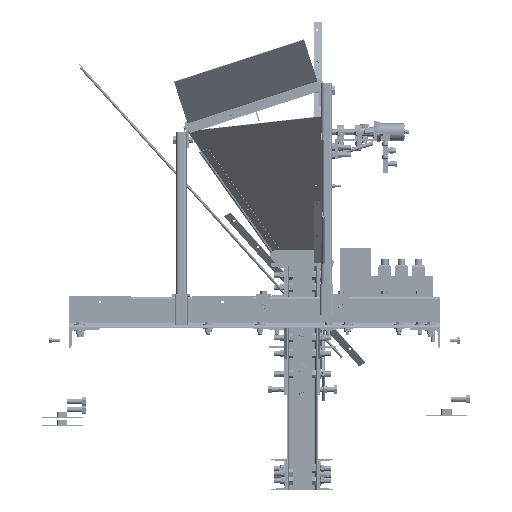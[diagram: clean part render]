
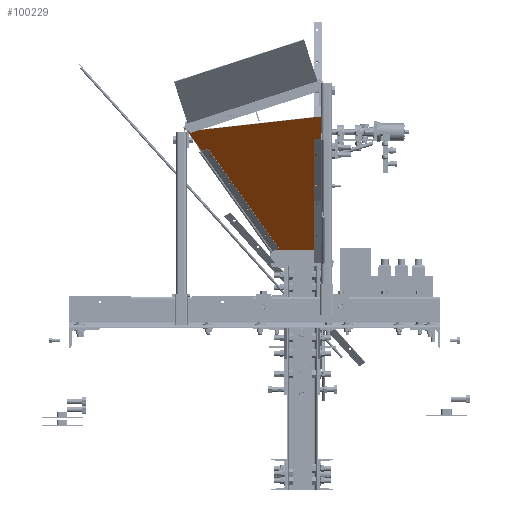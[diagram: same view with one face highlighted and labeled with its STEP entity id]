
A CAD part, front view. The second image highlights one B-rep face of the part: STEP entity #100229.
In plain terms, the highlighted face is planar.
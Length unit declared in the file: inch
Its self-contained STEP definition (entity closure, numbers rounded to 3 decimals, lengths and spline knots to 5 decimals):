
#38 = PLANE ( 'NONE',  #20522 ) ;
#7015 = VERTEX_POINT ( 'NONE', #22362 ) ;
#8601 = DIRECTION ( 'NONE',  ( 0., 0., -1. ) ) ;
#20522 = AXIS2_PLACEMENT_3D ( 'NONE', #102900, #34222, #8601 ) ;
#22362 = CARTESIAN_POINT ( 'NONE',  ( -42.25, 0.125, -6.5 ) ) ;
#23528 = VERTEX_POINT ( 'NONE', #27935 ) ;
#27472 = CARTESIAN_POINT ( 'NONE',  ( -38.14516, 0.125, 19.3005 ) ) ;
#27935 = CARTESIAN_POINT ( 'NONE',  ( -38.14516, 0.125, 19.3005 ) ) ;
#31299 = CARTESIAN_POINT ( 'NONE',  ( 0., 0.125, 0. ) ) ;
#33685 = FACE_OUTER_BOUND ( 'NONE', #69337, .T. ) ;
#34222 = DIRECTION ( 'NONE',  ( 0., -1., 0. ) ) ;
#36113 = DIRECTION ( 'NONE',  ( 0.892, 0., -0.451 ) ) ;
#36995 = CARTESIAN_POINT ( 'NONE',  ( 0., 0.125, -6.5 ) ) ;
#43402 = VERTEX_POINT ( 'NONE', #58973 ) ;
#44420 = VECTOR ( 'NONE', #91730, 39.37008 ) ;
#44461 = CARTESIAN_POINT ( 'NONE',  ( 0., 0.125, 0. ) ) ;
#45256 = DIRECTION ( 'NONE',  ( -1., 0., 0. ) ) ;
#48185 = VECTOR ( 'NONE', #45256, 39.37008 ) ;
#49931 = CARTESIAN_POINT ( 'NONE',  ( -42.25, 0.125, -6.5 ) ) ;
#57415 = EDGE_CURVE ( 'NONE', #43402, #7015, #93850, .T. ) ;
#58258 = LINE ( 'NONE', #49931, #75721 ) ;
#58602 = DIRECTION ( 'NONE',  ( 0.157, 0., 0.988 ) ) ;
#58874 = EDGE_CURVE ( 'NONE', #72506, #43402, #107624, .T. ) ;
#58973 = CARTESIAN_POINT ( 'NONE',  ( 0., 0.125, -6.5 ) ) ;
#64541 = LINE ( 'NONE', #27472, #104768 ) ;
#69337 = EDGE_LOOP ( 'NONE', ( #86384, #107782, #72750, #94481 ) ) ;
#72506 = VERTEX_POINT ( 'NONE', #44461 ) ;
#72750 = ORIENTED_EDGE ( 'NONE', *, *, #57415, .T. ) ;
#75721 = VECTOR ( 'NONE', #58602, 39.37008 ) ;
#86384 = ORIENTED_EDGE ( 'NONE', *, *, #106599, .T. ) ;
#88928 = EDGE_CURVE ( 'NONE', #7015, #23528, #58258, .T. ) ;
#91730 = DIRECTION ( 'NONE',  ( 0., 0., -1. ) ) ;
#93850 = LINE ( 'NONE', #36995, #48185 ) ;
#94481 = ORIENTED_EDGE ( 'NONE', *, *, #88928, .T. ) ;
#100229 = ADVANCED_FACE ( 'NONE', ( #33685 ), #38, .F. ) ;
#102900 = CARTESIAN_POINT ( 'NONE',  ( -38.14516, 0.125, 19.3005 ) ) ;
#104768 = VECTOR ( 'NONE', #36113, 39.37008 ) ;
#106599 = EDGE_CURVE ( 'NONE', #23528, #72506, #64541, .T. ) ;
#107624 = LINE ( 'NONE', #31299, #44420 ) ;
#107782 = ORIENTED_EDGE ( 'NONE', *, *, #58874, .T. ) ;
